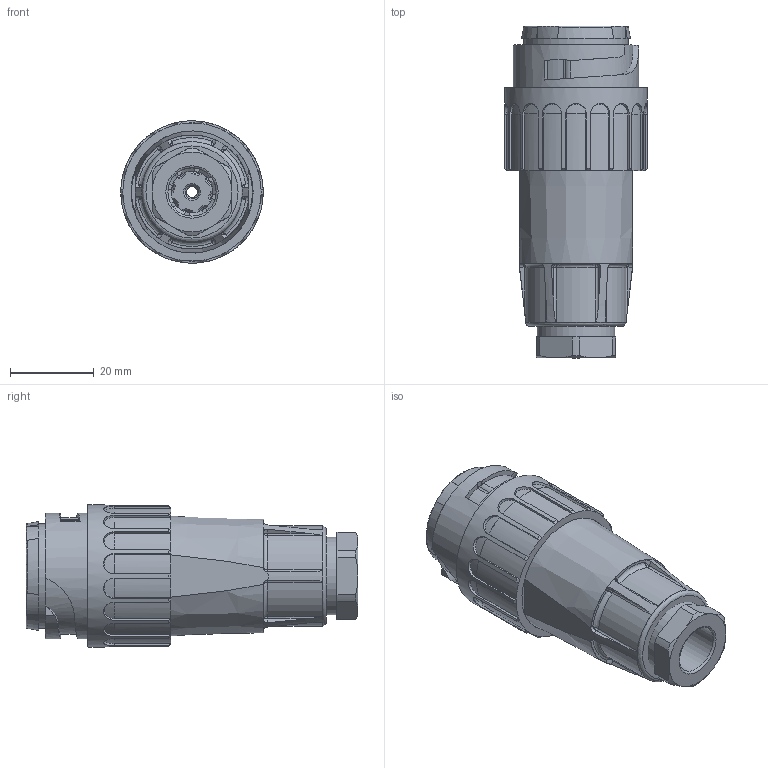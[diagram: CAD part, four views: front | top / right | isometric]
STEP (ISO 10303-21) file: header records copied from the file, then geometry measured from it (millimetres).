
FILE_DESCRIPTION(/* description */ (''),/* implementation_level */ '2;1');
FILE_NAME(/* name */ 'C016_10H008_002_1.stp',/* time_stamp */ '2013-11-21T10:36:59+01:00',/* author */ (''),/* organization */ (''),/* preprocessor_version */ 'ST-DEVELOPER v11',/* originating_system */ 'SIEMENS PLM Software NX 7.5',/* authorisation */ '');
FILE_SCHEMA (('CONFIG_CONTROL_DESIGN'));
Length unit declared in the file: millimetre
Products named in the file (9): N 16 109 0001 1_04; N 16 109 0002 1_01; N 06 109 0002 1_01; C016 G22 041 E1_04; ORG 21,0x1,5_01; C016 G10 041 E1_08; C016 G12 041 E1_07; C016 E07 041 E1_03; C016 10H008 002 1_01
Assembly tree (8 placements, depth 2):
  C016 10H008 002 1_01
    C016 E07 041 E1_03
    C016 G12 041 E1_07
    C016 G10 041 E1_08
    ORG 21,0x1,5_01
    C016 G22 041 E1_04
    N 06 109 0002 1_01
    N 16 109 0002 1_01
    N 16 109 0001 1_04
Bounding box: 34 x 79.28 x 34 mm (x, y, z)
Volume: 29499 mm3; surface area: 29980.4 mm2
Topology: 8 solids, 8 shells, 944 faces, 2405 edges, 1472 vertices
Faces by surface type: plane 525, cylinder 261, cone 105, bspline 26, sphere 18, extrusion 8, torus 1
Full cylindrical faces by diameter (mm): 2.6 x9, 3.3 x18, 4 x9, 4.4 x1, 4.6 x4, 10 x1, 11 x1, 11.5 x1, 13.5 x1, 14.5 x1, 17 x1, 17.26 x1, 18 x1, 18.6 x1, 22 x1, 22.1 x1, 22.7 x1, 24 x1, 25 x1, 25.2 x1, 27 x1, 29 x1, 29.2 x1, 30 x1, 34 x1
Entity records: 30466 total; most frequent: CARTESIAN_POINT 7342, DIRECTION 4864, ORIENTED_EDGE 4504, EDGE_CURVE 2252, AXIS2_PLACEMENT_3D 2019, VERTEX_POINT 1447, EDGE_LOOP 1096, ADVANCED_FACE 944
